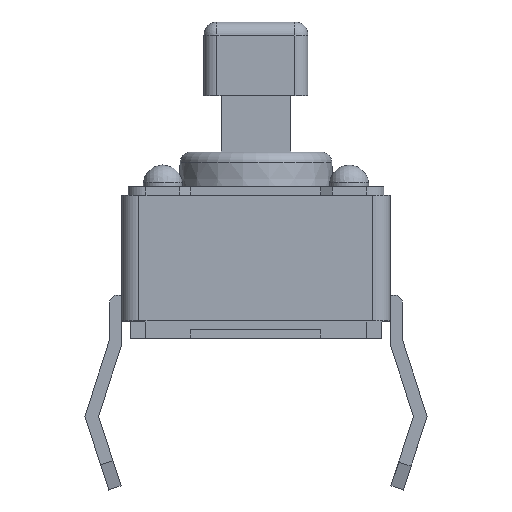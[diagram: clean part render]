
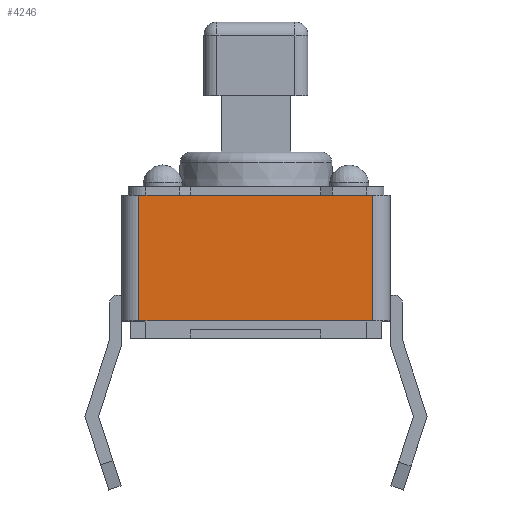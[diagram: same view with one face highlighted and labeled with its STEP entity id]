
A CAD part, front view. The second image highlights one B-rep face of the part: STEP entity #4246.
In plain terms, the highlighted planar face has unit normal (0, -1, 0).
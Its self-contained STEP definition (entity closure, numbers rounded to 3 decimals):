
#126=PLANE('',#4545);
#325=FACE_OUTER_BOUND('',#560,.T.);
#560=EDGE_LOOP('',(#3259,#3260,#3261,#3262));
#770=LINE('',#6000,#1265);
#977=LINE('',#6489,#1472);
#978=LINE('',#6491,#1473);
#979=LINE('',#6492,#1474);
#1265=VECTOR('',#4878,1000.);
#1472=VECTOR('',#5281,1000.);
#1473=VECTOR('',#5282,1000.);
#1474=VECTOR('',#5283,1000.);
#1831=VERTEX_POINT('',#5997);
#1832=VERTEX_POINT('',#5999);
#1999=VERTEX_POINT('',#6488);
#2000=VERTEX_POINT('',#6490);
#2235=EDGE_CURVE('',#1831,#1832,#770,.T.);
#2475=EDGE_CURVE('',#1999,#1831,#977,.T.);
#2476=EDGE_CURVE('',#2000,#1999,#978,.T.);
#2477=EDGE_CURVE('',#1832,#2000,#979,.T.);
#3259=ORIENTED_EDGE('',*,*,#2235,.F.);
#3260=ORIENTED_EDGE('',*,*,#2475,.F.);
#3261=ORIENTED_EDGE('',*,*,#2476,.F.);
#3262=ORIENTED_EDGE('',*,*,#2477,.F.);
#4246=ADVANCED_FACE('',(#325),#126,.F.);
#4545=AXIS2_PLACEMENT_3D('',#6487,#5279,#5280);
#4878=DIRECTION('',(1.,0.,0.));
#5279=DIRECTION('center_axis',(0.,1.,0.));
#5280=DIRECTION('ref_axis',(0.,0.,1.));
#5281=DIRECTION('',(0.,0.,1.));
#5282=DIRECTION('',(-1.,0.,0.));
#5283=DIRECTION('',(0.,0.,-1.));
#5997=CARTESIAN_POINT('',(-13.878,-5.698,1.156));
#5999=CARTESIAN_POINT('',(-8.478,-5.698,1.156));
#6000=CARTESIAN_POINT('',(-14.278,-5.698,1.156));
#6487=CARTESIAN_POINT('Origin',(-14.278,-5.698,-1.744));
#6488=CARTESIAN_POINT('',(-13.878,-5.698,-1.744));
#6489=CARTESIAN_POINT('',(-13.878,-5.698,-1.744));
#6490=CARTESIAN_POINT('',(-8.478,-5.698,-1.744));
#6491=CARTESIAN_POINT('',(-14.278,-5.698,-1.744));
#6492=CARTESIAN_POINT('',(-8.478,-5.698,-1.744));
